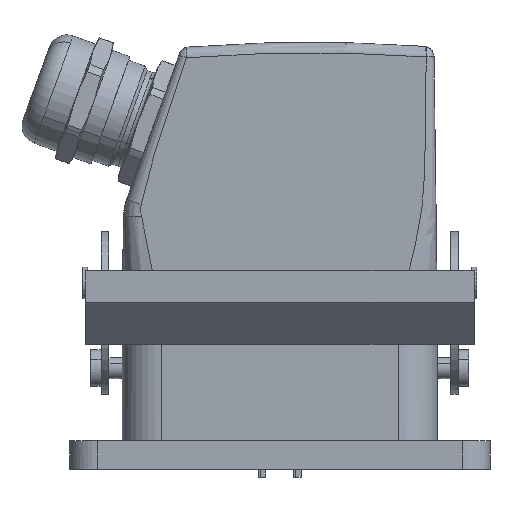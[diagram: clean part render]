
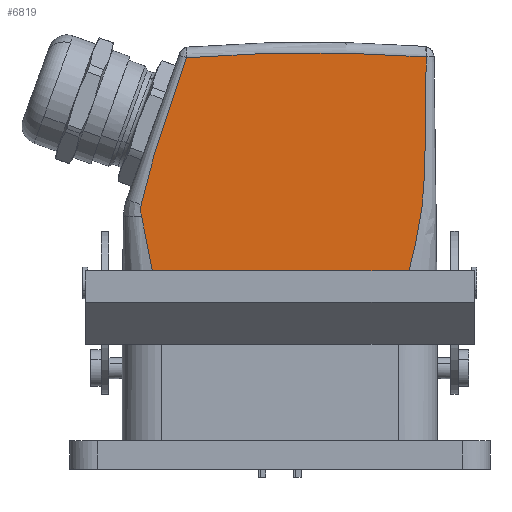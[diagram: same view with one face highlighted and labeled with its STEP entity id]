
A CAD part, left-side view. The second image highlights one B-rep face of the part: STEP entity #6819.
In plain terms, the highlighted planar face has unit normal (-1, 0, 0).
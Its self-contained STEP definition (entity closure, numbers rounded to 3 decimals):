
#6773=AXIS2_PLACEMENT_3D('Plane Axis2P3D',#6770,#6771,#6772) ;
#6777=AXIS2_PLACEMENT_3D('Circle Axis2P3D',#6775,#6776,$) ;
#5683=CARTESIAN_POINT('Vertex',(19.5,17.477,30.75)) ;
#5688=CARTESIAN_POINT('Line Origine',(19.5,39.998,30.75)) ;
#5692=CARTESIAN_POINT('Vertex',(19.5,62.52,30.75)) ;
#5897=CARTESIAN_POINT('Control Point',(19.5,66.273,49.504)) ;
#5898=CARTESIAN_POINT('Control Point',(19.5,65.84,46.859)) ;
#5899=CARTESIAN_POINT('Control Point',(19.5,65.335,44.215)) ;
#5900=CARTESIAN_POINT('Control Point',(19.5,64.784,41.599)) ;
#5901=CARTESIAN_POINT('Control Point',(19.5,63.975,37.823)) ;
#5902=CARTESIAN_POINT('Control Point',(19.5,63.186,34.04)) ;
#5903=CARTESIAN_POINT('Control Point',(19.5,62.963,32.953)) ;
#5904=CARTESIAN_POINT('Control Point',(19.5,62.742,31.861)) ;
#5905=CARTESIAN_POINT('Control Point',(19.5,62.52,30.75)) ;
#5906=CARTESIAN_POINT('Vertex',(19.5,66.273,49.504)) ;
#6197=CARTESIAN_POINT('Control Point',(19.5,66.383,51.832)) ;
#6198=CARTESIAN_POINT('Control Point',(19.5,66.453,51.358)) ;
#6199=CARTESIAN_POINT('Control Point',(19.5,66.478,50.88)) ;
#6200=CARTESIAN_POINT('Control Point',(19.5,66.456,50.405)) ;
#6201=CARTESIAN_POINT('Control Point',(19.5,66.386,49.944)) ;
#6202=CARTESIAN_POINT('Control Point',(19.5,66.273,49.504)) ;
#6203=CARTESIAN_POINT('Vertex',(19.5,66.383,51.832)) ;
#6719=CARTESIAN_POINT('Vertex',(19.5,12.143,79.947)) ;
#6723=CARTESIAN_POINT('Control Point',(19.5,12.143,79.947)) ;
#6724=CARTESIAN_POINT('Control Point',(19.5,12.143,79.859)) ;
#6725=CARTESIAN_POINT('Control Point',(19.5,12.142,79.771)) ;
#6726=CARTESIAN_POINT('Control Point',(19.5,12.142,79.685)) ;
#6727=CARTESIAN_POINT('Control Point',(19.5,12.141,79.492)) ;
#6728=CARTESIAN_POINT('Control Point',(19.5,12.14,79.293)) ;
#6729=CARTESIAN_POINT('Control Point',(19.5,12.14,79.195)) ;
#6730=CARTESIAN_POINT('Control Point',(19.5,12.139,78.937)) ;
#6731=CARTESIAN_POINT('Control Point',(19.5,12.139,78.679)) ;
#6732=CARTESIAN_POINT('Control Point',(19.5,12.138,78.509)) ;
#6733=CARTESIAN_POINT('Control Point',(19.5,12.137,78.169)) ;
#6734=CARTESIAN_POINT('Control Point',(19.5,12.137,77.83)) ;
#6735=CARTESIAN_POINT('Control Point',(19.5,12.137,77.66)) ;
#6736=CARTESIAN_POINT('Control Point',(19.5,12.136,77.15)) ;
#6737=CARTESIAN_POINT('Control Point',(19.5,12.136,76.641)) ;
#6738=CARTESIAN_POINT('Control Point',(19.5,12.137,76.301)) ;
#6739=CARTESIAN_POINT('Control Point',(19.5,12.139,75.106)) ;
#6740=CARTESIAN_POINT('Control Point',(19.5,12.144,73.911)) ;
#6741=CARTESIAN_POINT('Control Point',(19.5,12.149,73.056)) ;
#6742=CARTESIAN_POINT('Control Point',(19.5,12.162,71.346)) ;
#6743=CARTESIAN_POINT('Control Point',(19.5,12.18,69.636)) ;
#6744=CARTESIAN_POINT('Control Point',(19.5,12.19,68.782)) ;
#6745=CARTESIAN_POINT('Control Point',(19.5,12.213,67.072)) ;
#6746=CARTESIAN_POINT('Control Point',(19.5,12.24,65.363)) ;
#6747=CARTESIAN_POINT('Control Point',(19.5,12.254,64.509)) ;
#6748=CARTESIAN_POINT('Control Point',(19.5,12.285,62.876)) ;
#6749=CARTESIAN_POINT('Control Point',(19.5,12.321,61.244)) ;
#6750=CARTESIAN_POINT('Control Point',(19.5,12.338,60.585)) ;
#6751=CARTESIAN_POINT('Control Point',(19.5,12.379,59.053)) ;
#6752=CARTESIAN_POINT('Control Point',(19.5,12.434,57.522)) ;
#6753=CARTESIAN_POINT('Control Point',(19.5,12.467,56.768)) ;
#6754=CARTESIAN_POINT('Control Point',(19.5,12.664,53.235)) ;
#6755=CARTESIAN_POINT('Control Point',(19.5,13.069,49.711)) ;
#6756=CARTESIAN_POINT('Control Point',(19.5,13.577,46.947)) ;
#6757=CARTESIAN_POINT('Control Point',(19.5,14.674,42.056)) ;
#6758=CARTESIAN_POINT('Control Point',(19.5,15.916,37.189)) ;
#6759=CARTESIAN_POINT('Control Point',(19.5,16.461,35.046)) ;
#6760=CARTESIAN_POINT('Control Point',(19.5,16.977,32.899)) ;
#6761=CARTESIAN_POINT('Control Point',(19.5,17.477,30.75)) ;
#6770=CARTESIAN_POINT('Axis2P3D Location',(19.5,-1.831,-0.414)) ;
#6775=CARTESIAN_POINT('Axis2P3D Location',(19.5,34.,-217.25)) ;
#6779=CARTESIAN_POINT('Vertex',(19.5,57.75,79.802)) ;
#6783=CARTESIAN_POINT('Control Point',(19.5,57.751,79.802)) ;
#6784=CARTESIAN_POINT('Control Point',(19.5,57.798,79.666)) ;
#6785=CARTESIAN_POINT('Control Point',(19.5,57.846,79.529)) ;
#6786=CARTESIAN_POINT('Control Point',(19.5,57.894,79.392)) ;
#6787=CARTESIAN_POINT('Control Point',(19.5,57.99,79.118)) ;
#6788=CARTESIAN_POINT('Control Point',(19.5,58.087,78.842)) ;
#6789=CARTESIAN_POINT('Control Point',(19.5,58.135,78.703)) ;
#6790=CARTESIAN_POINT('Control Point',(19.5,59.057,76.066)) ;
#6791=CARTESIAN_POINT('Control Point',(19.5,59.965,73.422)) ;
#6792=CARTESIAN_POINT('Control Point',(19.5,60.805,70.906)) ;
#6793=CARTESIAN_POINT('Control Point',(19.5,61.703,68.196)) ;
#6794=CARTESIAN_POINT('Control Point',(19.5,62.583,65.48)) ;
#6795=CARTESIAN_POINT('Control Point',(19.5,62.646,65.285)) ;
#6796=CARTESIAN_POINT('Control Point',(19.5,62.885,64.545)) ;
#6797=CARTESIAN_POINT('Control Point',(19.5,63.12,63.809)) ;
#6798=CARTESIAN_POINT('Control Point',(19.5,63.292,63.271)) ;
#6799=CARTESIAN_POINT('Control Point',(19.5,63.619,62.234)) ;
#6800=CARTESIAN_POINT('Control Point',(19.5,63.942,61.188)) ;
#6801=CARTESIAN_POINT('Control Point',(19.5,64.094,60.69)) ;
#6802=CARTESIAN_POINT('Control Point',(19.5,64.522,59.266)) ;
#6803=CARTESIAN_POINT('Control Point',(19.5,64.93,57.836)) ;
#6804=CARTESIAN_POINT('Control Point',(19.5,65.184,56.904)) ;
#6805=CARTESIAN_POINT('Control Point',(19.5,65.591,55.334)) ;
#6806=CARTESIAN_POINT('Control Point',(19.5,65.964,53.756)) ;
#6807=CARTESIAN_POINT('Control Point',(19.5,66.11,53.114)) ;
#6808=CARTESIAN_POINT('Control Point',(19.5,66.249,52.473)) ;
#6809=CARTESIAN_POINT('Control Point',(19.5,66.383,51.832)) ;
#5689=DIRECTION('Vector Direction',(0.,-1.,0.)) ;
#6771=DIRECTION('Axis2P3D Direction',(-1.,0.,0.)) ;
#6772=DIRECTION('Axis2P3D XDirection',(0.,-0.17,0.985)) ;
#6776=DIRECTION('Axis2P3D Direction',(-1.,0.,0.)) ;
#5690=VECTOR('Line Direction',#5689,1.) ;
#6812=ORIENTED_EDGE('',*,*,#6781,.T.) ;
#6813=ORIENTED_EDGE('',*,*,#6810,.F.) ;
#6814=ORIENTED_EDGE('',*,*,#6205,.F.) ;
#6815=ORIENTED_EDGE('',*,*,#5908,.F.) ;
#6816=ORIENTED_EDGE('',*,*,#5694,.T.) ;
#6817=ORIENTED_EDGE('',*,*,#6762,.T.) ;
#6819=ADVANCED_FACE('1788100000_S.1\\Hood',(#6818),#6774,.T.) ;
#5896=B_SPLINE_CURVE_WITH_KNOTS('',5,(#5897,#5898,#5899,#5900,#5901,#5902,#5903,#5904,#5905),.UNSPECIFIED.,.F.,.U.,(6,3,6),(58.611,71.875,77.555),.UNSPECIFIED.) ;
#6196=B_SPLINE_CURVE_WITH_KNOTS('',5,(#6197,#6198,#6199,#6200,#6201,#6202),.UNSPECIFIED.,.F.,.U.,(6,6),(144.073,147.055),.UNSPECIFIED.) ;
#6722=B_SPLINE_CURVE_WITH_KNOTS('',5,(#6723,#6724,#6725,#6726,#6727,#6728,#6729,#6730,#6731,#6732,#6733,#6734,#6735,#6736,#6737,#6738,#6739,#6740,#6741,#6742,#6743,#6744,#6745,#6746,#6747,#6748,#6749,#6750,#6751,#6752,#6753,#6754,#6755,#6756,#6757,#6758,#6759,#6760,#6761),.UNSPECIFIED.,.F.,.U.,(6,3,3,3,3,3,3,3,3,3,3,3,6),(5.046,5.484,5.922,6.768,7.614,9.306,13.566,17.826,22.086,25.965,29.726,43.602,54.52),.UNSPECIFIED.) ;
#6782=B_SPLINE_CURVE_WITH_KNOTS('',5,(#6783,#6784,#6785,#6786,#6787,#6788,#6789,#6790,#6791,#6792,#6793,#6794,#6795,#6796,#6797,#6798,#6799,#6800,#6801,#6802,#6803,#6804,#6805,#6806,#6807,#6808,#6809),.UNSPECIFIED.,.F.,.U.,(6,3,3,3,3,3,3,3,6),(0.,1.035,2.071,20.777,22.232,26.274,29.953,36.781,41.421),.UNSPECIFIED.) ;
#6778=CIRCLE('generated circle',#6777,298.) ;
#5694=EDGE_CURVE('',#5693,#5684,#5691,.T.) ;
#5908=EDGE_CURVE('',#5693,#5907,#5896,.F.) ;
#6205=EDGE_CURVE('',#5907,#6204,#6196,.F.) ;
#6762=EDGE_CURVE('',#5684,#6720,#6722,.F.) ;
#6781=EDGE_CURVE('',#6720,#6780,#6778,.T.) ;
#6810=EDGE_CURVE('',#6204,#6780,#6782,.F.) ;
#6811=EDGE_LOOP('',(#6812,#6813,#6814,#6815,#6816,#6817)) ;
#6818=FACE_OUTER_BOUND('',#6811,.T.) ;
#5691=LINE('Line',#5688,#5690) ;
#6774=PLANE('',#6773) ;
#5684=VERTEX_POINT('',#5683) ;
#5693=VERTEX_POINT('',#5692) ;
#5907=VERTEX_POINT('',#5906) ;
#6204=VERTEX_POINT('',#6203) ;
#6720=VERTEX_POINT('',#6719) ;
#6780=VERTEX_POINT('',#6779) ;
